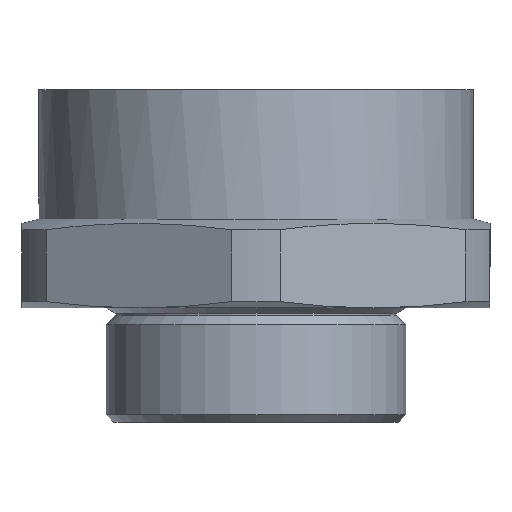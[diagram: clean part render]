
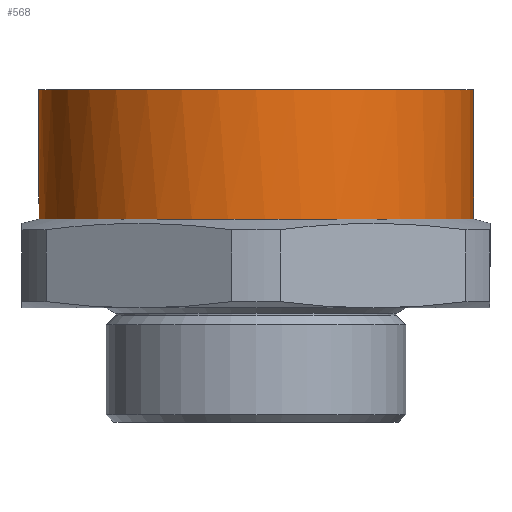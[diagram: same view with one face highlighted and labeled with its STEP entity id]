
A CAD part, front view. The second image highlights one B-rep face of the part: STEP entity #568.
In plain terms, the highlighted cylindrical face has radius 23.25 mm (diameter 46.5 mm), a full revolution.
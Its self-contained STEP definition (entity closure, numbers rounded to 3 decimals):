
#15 = AXIS2_PLACEMENT_3D ( 'NONE', #201, #40, #624 ) ;
#32 = AXIS2_PLACEMENT_3D ( 'NONE', #746, #235, #465 ) ;
#40 = DIRECTION ( 'NONE',  ( 0., 0., 1. ) ) ;
#82 = CARTESIAN_POINT ( 'NONE',  ( 23.25, 0., 0. ) ) ;
#107 = VERTEX_POINT ( 'NONE', #82 ) ;
#111 = EDGE_CURVE ( 'NONE', #290, #290, #1007, .T. ) ;
#201 = CARTESIAN_POINT ( 'NONE',  ( 0., 0., 0. ) ) ;
#235 = DIRECTION ( 'NONE',  ( 0., 0., 1. ) ) ;
#268 = DIRECTION ( 'NONE',  ( 0., 0., 1. ) ) ;
#290 = VERTEX_POINT ( 'NONE', #690 ) ;
#410 = ORIENTED_EDGE ( 'NONE', *, *, #424, .F. ) ;
#424 = EDGE_CURVE ( 'NONE', #107, #107, #741, .T. ) ;
#465 = DIRECTION ( 'NONE',  ( 1., 0., 0. ) ) ;
#467 = AXIS2_PLACEMENT_3D ( 'NONE', #860, #268, #605 ) ;
#568 = ADVANCED_FACE ( 'NONE', ( #704, #874 ), #662, .T. ) ;
#604 = EDGE_LOOP ( 'NONE', ( #410 ) ) ;
#605 = DIRECTION ( 'NONE',  ( 1., 0., 0. ) ) ;
#624 = DIRECTION ( 'NONE',  ( 1., 0., 0. ) ) ;
#662 = CYLINDRICAL_SURFACE ( 'NONE', #32, 23.25 ) ;
#690 = CARTESIAN_POINT ( 'NONE',  ( 23.25, 0., -13.8 ) ) ;
#704 = FACE_OUTER_BOUND ( 'NONE', #725, .T. ) ;
#725 = EDGE_LOOP ( 'NONE', ( #822 ) ) ;
#741 = CIRCLE ( 'NONE', #15, 23.25 ) ;
#746 = CARTESIAN_POINT ( 'NONE',  ( 0., 0., 0. ) ) ;
#822 = ORIENTED_EDGE ( 'NONE', *, *, #111, .T. ) ;
#860 = CARTESIAN_POINT ( 'NONE',  ( 0., 0., -13.8 ) ) ;
#874 = FACE_OUTER_BOUND ( 'NONE', #604, .T. ) ;
#1007 = CIRCLE ( 'NONE', #467, 23.25 ) ;
